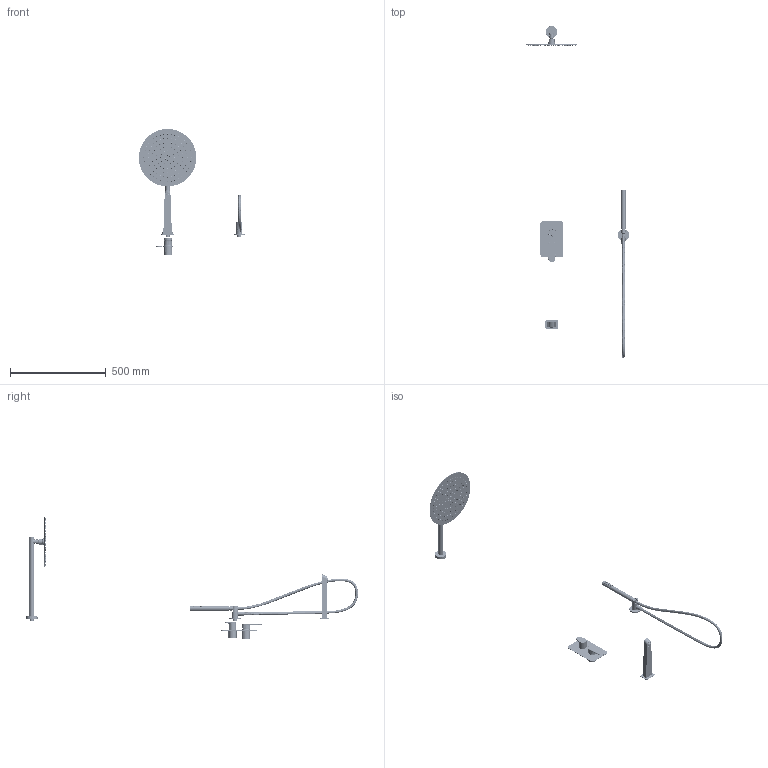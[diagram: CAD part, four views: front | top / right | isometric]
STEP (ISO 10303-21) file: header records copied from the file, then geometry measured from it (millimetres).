
FILE_DESCRIPTION (( 'STEP AP203' ), '1' );
FILE_NAME ('36C313128.STEP', '2026-01-08T06:02:45', ( '' ), ( '' ), 'SwSTEP 2.0', 'SolidWorks 2025', '' );
FILE_SCHEMA (( 'CONFIG_CONTROL_DESIGN' ));
Products named in the file (1): 36C313128
Bounding box: 554.79 x 1732.12 x 658.02 mm (x, y, z)
Surface area: 781672.7 mm2 (no closed solid volume)
Topology: 0 solids, 27 shells, 6761 faces, 17114 edges, 11329 vertices
Faces by surface type: plane 2760, bspline 1603, cylinder 1488, cone 845, torus 55, sphere 10
Entity records: 263144 total; most frequent: CARTESIAN_POINT 101744, ORIENTED_EDGE 34180, DIRECTION 33498, EDGE_CURVE 17092, AXIS2_PLACEMENT_3D 13493, VERTEX_POINT 11329, CIRCLE 8334, EDGE_LOOP 8275
